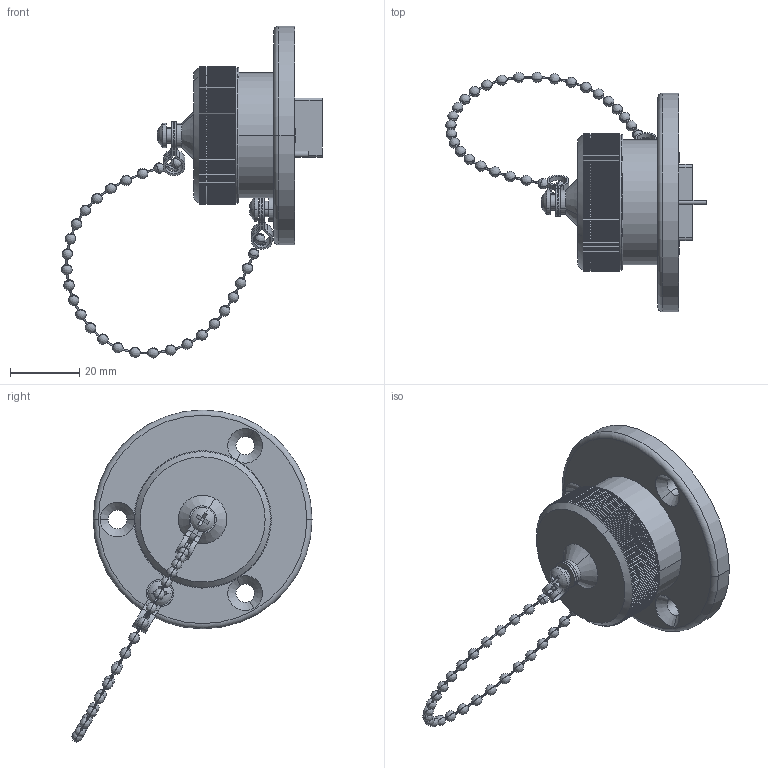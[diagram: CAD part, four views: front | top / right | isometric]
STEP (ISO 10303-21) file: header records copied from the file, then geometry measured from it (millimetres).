
FILE_DESCRIPTION((''),'2;1');
FILE_NAME('151001_SW0001','2020-06-09T16:32:25',('teru'),(''),'CREO PARAMETRIC BY PTC INC, 2017380','CREO PARAMETRIC BY PTC INC, 2017380','');
FILE_SCHEMA(('CONFIG_CONTROL_DESIGN'));
Length unit declared in the file: millimetre
Products named in the file (1): 151001_SW0001
Bounding box: 75.05 x 69.12 x 95.56 mm (x, y, z)
Volume: 41176.3 mm3; surface area: 18081.2 mm2
Topology: 2 solids, 4 shells, 1100 faces, 2594 edges, 1503 vertices
Faces by surface type: plane 848, bspline 126, cylinder 87, cone 23, extrusion 6, torus 6, sphere 4
Entity records: 42788 total; most frequent: CARTESIAN_POINT 19311, ORIENTED_EDGE 5184, DIRECTION 4289, EDGE_CURVE 2592, VERTEX_POINT 1506, AXIS2_PLACEMENT_3D 1503, VECTOR 1283, LINE 1277
